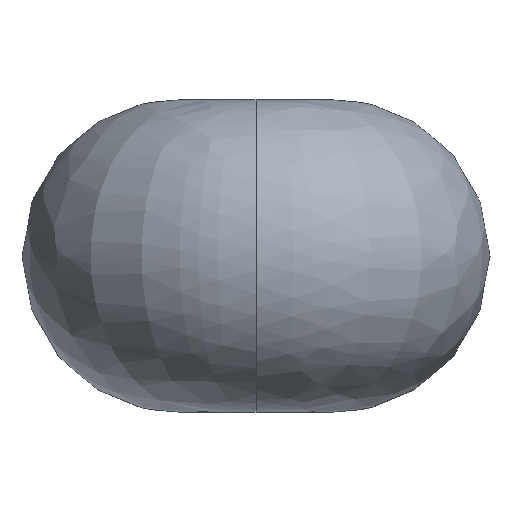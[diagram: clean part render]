
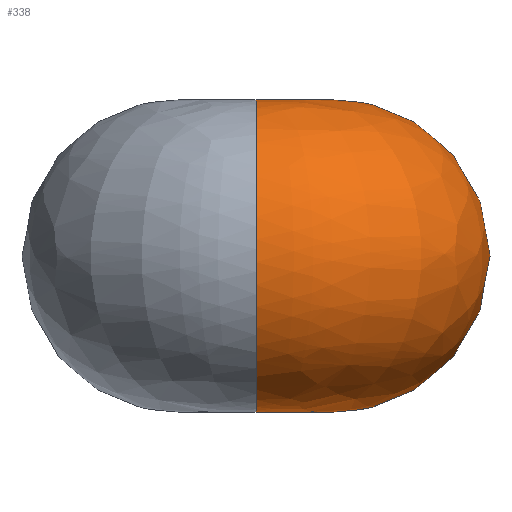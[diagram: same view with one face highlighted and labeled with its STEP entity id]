
A CAD part, top view. The second image highlights one B-rep face of the part: STEP entity #338.
In plain terms, the highlighted free-form (B-spline) face has degree [2, 2] with [7, 5] control points.
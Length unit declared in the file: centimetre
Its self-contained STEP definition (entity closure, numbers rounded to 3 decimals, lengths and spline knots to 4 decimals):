
#33=B_SPLINE_CURVE_WITH_KNOTS('',3,(#1542,#1543,#1544,#1545,#1546,#1547,
#1548,#1549),.UNSPECIFIED.,.F.,.F.,(4,2,2,4),(-0.9898,-0.8611,
-0.7372,-0.4949),.UNSPECIFIED.);
#34=B_SPLINE_CURVE_WITH_KNOTS('',3,(#1550,#1551,#1552,#1553,#1554,#1555,
#1556,#1557,#1558,#1559),.UNSPECIFIED.,.F.,.F.,(4,2,2,2,4),(-1.4846,
-1.3462,-1.2101,-1.0999,-0.9898),
 .UNSPECIFIED.);
#52=(
BOUNDED_SURFACE()
B_SPLINE_SURFACE(2,2,((#1491,#1492,#1493,#1494,#1495),(#1496,#1497,#1498,
#1499,#1500),(#1501,#1502,#1503,#1504,#1505),(#1506,#1507,#1508,#1509,#1510),
(#1511,#1512,#1513,#1514,#1515),(#1516,#1517,#1518,#1519,#1520),(#1521,
#1522,#1523,#1524,#1525)),.UNSPECIFIED.,.F.,.F.,.F.)
B_SPLINE_SURFACE_WITH_KNOTS((3,2,2,3),(3,2,3),(-2.0944,-0.6981,
0.6981,2.0944),(3.1416,4.7124,6.2832),
 .UNSPECIFIED.)
GEOMETRIC_REPRESENTATION_ITEM()
RATIONAL_B_SPLINE_SURFACE(((1.,0.707,1.,0.707,1.),
(0.766,0.542,0.766,0.542,
0.766),(1.,0.707,1.,0.707,1.),(0.766,
0.542,0.766,0.542,0.766),
(1.,0.707,1.,0.707,1.),(0.766,0.542,
0.766,0.542,0.766),(1.,0.707,
1.,0.707,1.)))
REPRESENTATION_ITEM('')
SURFACE()
);
#338=ADVANCED_FACE('',(#366,#351),#52,.T.);
#351=FACE_BOUND('',#393,.T.);
#366=FACE_OUTER_BOUND('',#392,.T.);
#392=EDGE_LOOP('',(#459,#460,#461,#462));
#393=EDGE_LOOP('',(#463,#464));
#459=ORIENTED_EDGE('',*,*,#559,.T.);
#460=ORIENTED_EDGE('',*,*,#564,.T.);
#461=ORIENTED_EDGE('',*,*,#560,.T.);
#462=ORIENTED_EDGE('',*,*,#563,.T.);
#463=ORIENTED_EDGE('',*,*,#562,.T.);
#464=ORIENTED_EDGE('',*,*,#561,.T.);
#559=EDGE_CURVE('',#729,#730,#641,.T.);
#560=EDGE_CURVE('',#731,#732,#642,.T.);
#561=EDGE_CURVE('',#733,#734,#33,.T.);
#562=EDGE_CURVE('',#734,#733,#34,.T.);
#563=EDGE_CURVE('',#732,#729,#643,.T.);
#564=EDGE_CURVE('',#730,#731,#644,.T.);
#641=(
BOUNDED_CURVE()
B_SPLINE_CURVE(2,(#1532,#1533,#1534,#1535,#1536),.UNSPECIFIED.,.F.,.F.)
B_SPLINE_CURVE_WITH_KNOTS((3,2,3),(0.,0.1963,0.3927),
 .UNSPECIFIED.)
CURVE()
GEOMETRIC_REPRESENTATION_ITEM()
RATIONAL_B_SPLINE_CURVE((1.,0.667,0.89,0.667,
1.))
REPRESENTATION_ITEM('')
);
#642=(
BOUNDED_CURVE()
B_SPLINE_CURVE(2,(#1537,#1538,#1539,#1540,#1541),.UNSPECIFIED.,.F.,.F.)
B_SPLINE_CURVE_WITH_KNOTS((3,2,3),(0.3927,0.589,
0.7854),.UNSPECIFIED.)
CURVE()
GEOMETRIC_REPRESENTATION_ITEM()
RATIONAL_B_SPLINE_CURVE((1.,0.667,0.89,0.667,
1.))
REPRESENTATION_ITEM('')
);
#643=(
BOUNDED_CURVE()
B_SPLINE_CURVE(2,(#1560,#1561,#1562,#1563,#1564,#1565,#1566),
 .UNSPECIFIED.,.F.,.F.)
B_SPLINE_CURVE_WITH_KNOTS((3,2,2,3),(-1.5641,-0.6981,
0.6981,1.5641),.UNSPECIFIED.)
CURVE()
GEOMETRIC_REPRESENTATION_ITEM()
RATIONAL_B_SPLINE_CURVE((1.,0.906,1.,0.766,1.,0.906,
1.))
REPRESENTATION_ITEM('')
);
#644=(
BOUNDED_CURVE()
B_SPLINE_CURVE(2,(#1567,#1568,#1569,#1570,#1571,#1572,#1573),
 .UNSPECIFIED.,.F.,.F.)
B_SPLINE_CURVE_WITH_KNOTS((3,2,2,3),(-1.5641,-0.6981,
0.6981,1.5641),.UNSPECIFIED.)
CURVE()
GEOMETRIC_REPRESENTATION_ITEM()
RATIONAL_B_SPLINE_CURVE((1.,0.906,1.,0.766,1.,0.906,
1.))
REPRESENTATION_ITEM('')
);
#729=VERTEX_POINT('',#1526);
#730=VERTEX_POINT('',#1527);
#731=VERTEX_POINT('',#1528);
#732=VERTEX_POINT('',#1529);
#733=VERTEX_POINT('',#1530);
#734=VERTEX_POINT('',#1531);
#1491=CARTESIAN_POINT('',(0.0014,-0.1715,0.6833));
#1492=CARTESIAN_POINT('',(0.0014,-0.1715,0.6833));
#1493=CARTESIAN_POINT('',(0.0014,-0.1715,0.6833));
#1494=CARTESIAN_POINT('',(0.0014,-0.1715,0.6833));
#1495=CARTESIAN_POINT('',(0.0014,-0.1715,0.6833));
#1496=CARTESIAN_POINT('',(0.0014,-0.2764,0.5016));
#1497=CARTESIAN_POINT('',(0.1831,-0.2764,0.5016));
#1498=CARTESIAN_POINT('',(0.1831,-0.2764,0.6833));
#1499=CARTESIAN_POINT('',(0.1831,-0.2764,0.8649));
#1500=CARTESIAN_POINT('',(0.0014,-0.2764,0.8649));
#1501=CARTESIAN_POINT('',(0.0014,-0.1157,0.3667));
#1502=CARTESIAN_POINT('',(0.3179,-0.1157,0.3667));
#1503=CARTESIAN_POINT('',(0.3179,-0.1157,0.6833));
#1504=CARTESIAN_POINT('',(0.3179,-0.1157,0.9998));
#1505=CARTESIAN_POINT('',(0.0014,-0.1157,0.9998));
#1506=CARTESIAN_POINT('',(0.0014,0.045,0.2319));
#1507=CARTESIAN_POINT('',(0.4527,0.045,0.2319));
#1508=CARTESIAN_POINT('',(0.4527,0.045,0.6833));
#1509=CARTESIAN_POINT('',(0.4527,0.045,1.1346));
#1510=CARTESIAN_POINT('',(0.0014,0.045,1.1346));
#1511=CARTESIAN_POINT('',(0.0014,0.2057,0.3667));
#1512=CARTESIAN_POINT('',(0.3179,0.2057,0.3667));
#1513=CARTESIAN_POINT('',(0.3179,0.2057,0.6833));
#1514=CARTESIAN_POINT('',(0.3179,0.2057,0.9998));
#1515=CARTESIAN_POINT('',(0.0014,0.2057,0.9998));
#1516=CARTESIAN_POINT('',(0.0014,0.3664,0.5016));
#1517=CARTESIAN_POINT('',(0.1831,0.3664,0.5016));
#1518=CARTESIAN_POINT('',(0.1831,0.3664,0.6833));
#1519=CARTESIAN_POINT('',(0.1831,0.3664,0.8649));
#1520=CARTESIAN_POINT('',(0.0014,0.3664,0.8649));
#1521=CARTESIAN_POINT('',(0.0014,0.2615,0.6833));
#1522=CARTESIAN_POINT('',(0.0014,0.2615,0.6833));
#1523=CARTESIAN_POINT('',(0.0014,0.2615,0.6833));
#1524=CARTESIAN_POINT('',(0.0014,0.2615,0.6833));
#1525=CARTESIAN_POINT('',(0.0014,0.2615,0.6833));
#1526=CARTESIAN_POINT('',(0.0014,0.295,0.5583));
#1527=CARTESIAN_POINT('',(0.0014,0.295,0.8083));
#1528=CARTESIAN_POINT('',(0.0014,-0.205,0.8083));
#1529=CARTESIAN_POINT('',(0.0014,-0.205,0.5583));
#1530=CARTESIAN_POINT('',(0.0986,-0.093,0.3643));
#1531=CARTESIAN_POINT('',(0.2579,0.0751,0.4122));
#1532=CARTESIAN_POINT('',(0.0014,0.295,0.5583));
#1533=CARTESIAN_POINT('',(0.1264,0.295,0.5583));
#1534=CARTESIAN_POINT('',(0.1264,0.295,0.6833));
#1535=CARTESIAN_POINT('',(0.1264,0.295,0.8083));
#1536=CARTESIAN_POINT('',(0.0014,0.295,0.8083));
#1537=CARTESIAN_POINT('',(0.0014,-0.205,0.8083));
#1538=CARTESIAN_POINT('',(0.1264,-0.205,0.8083));
#1539=CARTESIAN_POINT('',(0.1264,-0.205,0.6833));
#1540=CARTESIAN_POINT('',(0.1264,-0.205,0.5583));
#1541=CARTESIAN_POINT('',(0.0014,-0.205,0.5583));
#1542=CARTESIAN_POINT('',(0.0986,-0.093,0.3643));
#1543=CARTESIAN_POINT('',(0.1168,-0.1141,0.3844));
#1544=CARTESIAN_POINT('',(0.1436,-0.1219,0.4045));
#1545=CARTESIAN_POINT('',(0.2015,-0.1155,0.4357));
#1546=CARTESIAN_POINT('',(0.2311,-0.1022,0.4472));
#1547=CARTESIAN_POINT('',(0.2976,-0.0318,0.4604));
#1548=CARTESIAN_POINT('',(0.2978,0.0361,0.4434));
#1549=CARTESIAN_POINT('',(0.2579,0.0751,0.4122));
#1550=CARTESIAN_POINT('',(0.2579,0.0751,0.4122));
#1551=CARTESIAN_POINT('',(0.2323,0.1,0.3921));
#1552=CARTESIAN_POINT('',(0.1994,0.1063,0.3717));
#1553=CARTESIAN_POINT('',(0.1392,0.0941,0.338));
#1554=CARTESIAN_POINT('',(0.1112,0.0755,0.3247));
#1555=CARTESIAN_POINT('',(0.0794,0.0269,0.3159));
#1556=CARTESIAN_POINT('',(0.074,-0.0018,0.3183));
#1557=CARTESIAN_POINT('',(0.0772,-0.0545,0.3354));
#1558=CARTESIAN_POINT('',(0.0855,-0.0778,0.3498));
#1559=CARTESIAN_POINT('',(0.0986,-0.093,0.3643));
#1560=CARTESIAN_POINT('',(0.0014,-0.205,0.5583));
#1561=CARTESIAN_POINT('',(0.0014,-0.205,0.4417));
#1562=CARTESIAN_POINT('',(0.0014,-0.1157,0.3667));
#1563=CARTESIAN_POINT('',(0.0014,0.045,0.2319));
#1564=CARTESIAN_POINT('',(0.0014,0.2057,0.3667));
#1565=CARTESIAN_POINT('',(0.0014,0.295,0.4417));
#1566=CARTESIAN_POINT('',(0.0014,0.295,0.5583));
#1567=CARTESIAN_POINT('',(0.0014,0.295,0.8083));
#1568=CARTESIAN_POINT('',(0.0014,0.295,0.9248));
#1569=CARTESIAN_POINT('',(0.0014,0.2057,0.9998));
#1570=CARTESIAN_POINT('',(0.0014,0.045,1.1346));
#1571=CARTESIAN_POINT('',(0.0014,-0.1157,0.9998));
#1572=CARTESIAN_POINT('',(0.0014,-0.205,0.9248));
#1573=CARTESIAN_POINT('',(0.0014,-0.205,0.8083));
